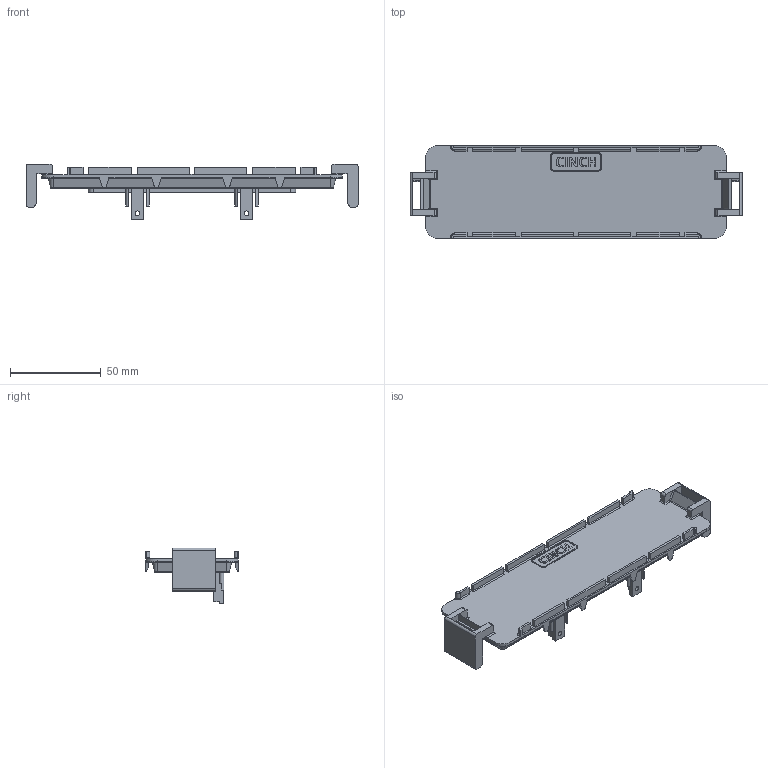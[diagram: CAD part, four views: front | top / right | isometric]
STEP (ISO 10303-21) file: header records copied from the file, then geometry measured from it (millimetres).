
FILE_DESCRIPTION((''),'2;1');
FILE_NAME('5810000028_ASM','2008-06-02T',('eake'),(''),'PRO/ENGINEER BY PARAMETRIC TECHNOLOGY CORPORATION, 2005451','PRO/ENGINEER BY PARAMETRIC TECHNOLOGY CORPORATION, 2005451','');
FILE_SCHEMA(('CONFIG_CONTROL_DESIGN'));
Length unit declared in the file: inch
Products named in the file (2): 4741170134; 5810000028_ASM
Assembly tree (1 placements, depth 2):
  5810000028_ASM
    4741170134
Bounding box: 182.63 x 50.93 x 30.73 mm (x, y, z)
Volume: 32849.7 mm3; surface area: 41004.1 mm2
Topology: 1 solids, 1 shells, 765 faces, 2058 edges, 1338 vertices
Faces by surface type: plane 575, cylinder 170, torus 12, cone 4, sphere 4
Entity records: 23906 total; most frequent: CARTESIAN_POINT 4539, ORIENTED_EDGE 4116, DIRECTION 3812, EDGE_CURVE 2058, VECTOR 1700, LINE 1700, VERTEX_POINT 1338, AXIS2_PLACEMENT_3D 1056
